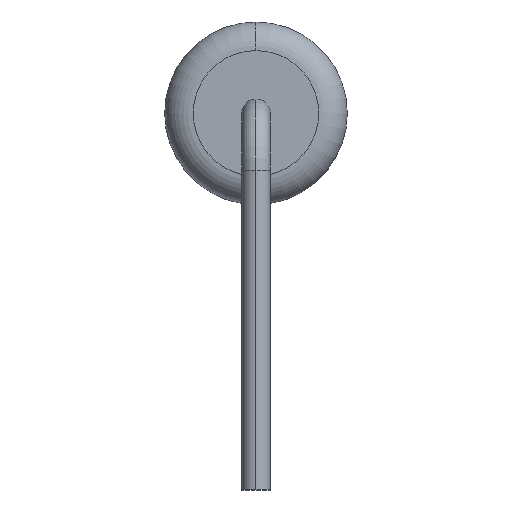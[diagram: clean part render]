
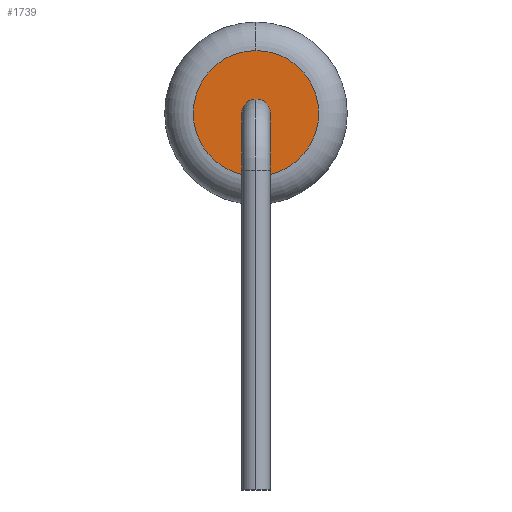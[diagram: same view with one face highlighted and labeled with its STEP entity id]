
A CAD part, left-side view. The second image highlights one B-rep face of the part: STEP entity #1739.
In plain terms, the highlighted planar face has unit normal (-1, 0, 0).
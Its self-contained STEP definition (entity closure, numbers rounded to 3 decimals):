
#794 = PLANE ( 'NONE',  #11495 ) ;
#1196 = AXIS2_PLACEMENT_3D ( 'NONE', #4210, #8437, #10401 ) ;
#1637 = EDGE_CURVE ( 'NONE', #12524, #8714, #6857, .T. ) ;
#1649 = DIRECTION ( 'NONE',  ( 0., 0., -1. ) ) ;
#1739 = ADVANCED_FACE ( 'NONE', ( #6715, #6780 ), #794, .F. ) ;
#1856 = CARTESIAN_POINT ( 'NONE',  ( -4.5, 0., 0. ) ) ;
#1878 = CIRCLE ( 'NONE', #7567, 1.1 ) ;
#1959 = DIRECTION ( 'NONE',  ( 0., 0., 1. ) ) ;
#2210 = CARTESIAN_POINT ( 'NONE',  ( -4.5, 0., 1.1 ) ) ;
#2555 = ORIENTED_EDGE ( 'NONE', *, *, #8258, .T. ) ;
#2975 = AXIS2_PLACEMENT_3D ( 'NONE', #1856, #12718, #7839 ) ;
#3683 = ORIENTED_EDGE ( 'NONE', *, *, #9051, .T. ) ;
#4126 = ORIENTED_EDGE ( 'NONE', *, *, #1637, .F. ) ;
#4210 = CARTESIAN_POINT ( 'NONE',  ( -4.5, 0., 0. ) ) ;
#4800 = DIRECTION ( 'NONE',  ( 1., 0., 0. ) ) ;
#5588 = CARTESIAN_POINT ( 'NONE',  ( -4.5, 0., 0. ) ) ;
#5993 = EDGE_CURVE ( 'NONE', #8714, #12524, #8660, .T. ) ;
#6619 = VERTEX_POINT ( 'NONE', #9203 ) ;
#6715 = FACE_BOUND ( 'NONE', #11059, .T. ) ;
#6780 = FACE_OUTER_BOUND ( 'NONE', #10810, .T. ) ;
#6857 = CIRCLE ( 'NONE', #1196, 0.25 ) ;
#7096 = DIRECTION ( 'NONE',  ( -1., 0., 0. ) ) ;
#7567 = AXIS2_PLACEMENT_3D ( 'NONE', #5588, #7096, #1959 ) ;
#7765 = CARTESIAN_POINT ( 'NONE',  ( -4.5, 0., 0. ) ) ;
#7839 = DIRECTION ( 'NONE',  ( 0., 0., -1. ) ) ;
#7935 = CARTESIAN_POINT ( 'NONE',  ( -4.5, 0., 0. ) ) ;
#8258 = EDGE_CURVE ( 'NONE', #6619, #12190, #1878, .T. ) ;
#8437 = DIRECTION ( 'NONE',  ( -1., 0., 0. ) ) ;
#8660 = CIRCLE ( 'NONE', #2975, 0.25 ) ;
#8714 = VERTEX_POINT ( 'NONE', #11046 ) ;
#9051 = EDGE_CURVE ( 'NONE', #12190, #6619, #10467, .T. ) ;
#9133 = DIRECTION ( 'NONE',  ( -1., 0., 0. ) ) ;
#9203 = CARTESIAN_POINT ( 'NONE',  ( -4.5, 0., -1.1 ) ) ;
#9204 = AXIS2_PLACEMENT_3D ( 'NONE', #7935, #9133, #10050 ) ;
#10050 = DIRECTION ( 'NONE',  ( 0., 0., 1. ) ) ;
#10058 = ORIENTED_EDGE ( 'NONE', *, *, #5993, .F. ) ;
#10401 = DIRECTION ( 'NONE',  ( 0., 0., -1. ) ) ;
#10467 = CIRCLE ( 'NONE', #9204, 1.1 ) ;
#10797 = CARTESIAN_POINT ( 'NONE',  ( -4.5, 0., 0.25 ) ) ;
#10810 = EDGE_LOOP ( 'NONE', ( #3683, #2555 ) ) ;
#11046 = CARTESIAN_POINT ( 'NONE',  ( -4.5, 0., -0.25 ) ) ;
#11059 = EDGE_LOOP ( 'NONE', ( #4126, #10058 ) ) ;
#11495 = AXIS2_PLACEMENT_3D ( 'NONE', #7765, #4800, #1649 ) ;
#12190 = VERTEX_POINT ( 'NONE', #2210 ) ;
#12524 = VERTEX_POINT ( 'NONE', #10797 ) ;
#12718 = DIRECTION ( 'NONE',  ( -1., 0., 0. ) ) ;
